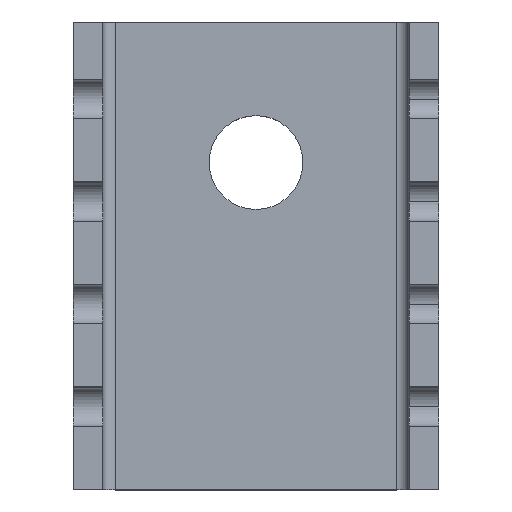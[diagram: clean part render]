
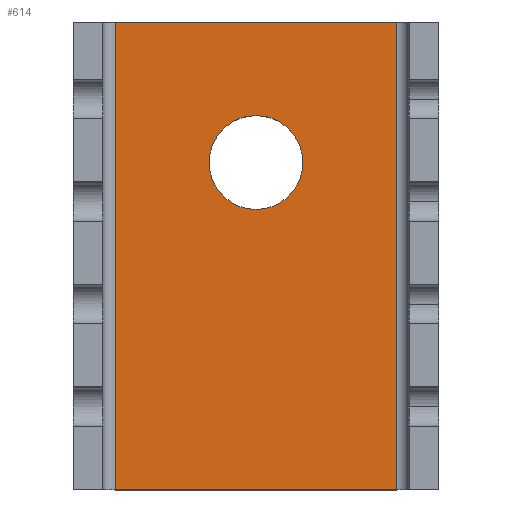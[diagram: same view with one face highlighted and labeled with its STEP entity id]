
A CAD part, top view. The second image highlights one B-rep face of the part: STEP entity #614.
In plain terms, the highlighted planar face has unit normal (0, 0, 1).
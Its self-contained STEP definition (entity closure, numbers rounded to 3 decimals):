
#40 = ORIENTED_EDGE ( 'NONE', *, *, #518, .F. ) ;
#48 = FACE_BOUND ( 'NONE', #2138, .T. ) ;
#58 = CARTESIAN_POINT ( 'NONE',  ( -5.741, 9.525, 1.2 ) ) ;
#62 = EDGE_CURVE ( 'NONE', #536, #1373, #1683, .T. ) ;
#143 = CARTESIAN_POINT ( 'NONE',  ( -19.305, -9.525, 1.2 ) ) ;
#169 = CARTESIAN_POINT ( 'NONE',  ( 0., 3.82, 1.2 ) ) ;
#182 = LINE ( 'NONE', #143, #1310 ) ;
#260 = PLANE ( 'NONE',  #637 ) ;
#426 = ORIENTED_EDGE ( 'NONE', *, *, #1975, .F. ) ;
#431 = EDGE_CURVE ( 'NONE', #2219, #1048, #1562, .T. ) ;
#461 = LINE ( 'NONE', #58, #2320 ) ;
#474 = DIRECTION ( 'NONE',  ( 0., 0., -1. ) ) ;
#494 = DIRECTION ( 'NONE',  ( -1., 0., 0. ) ) ;
#518 = EDGE_CURVE ( 'NONE', #536, #1916, #1057, .T. ) ;
#536 = VERTEX_POINT ( 'NONE', #1206 ) ;
#561 = CIRCLE ( 'NONE', #1993, 1.91 ) ;
#599 = DIRECTION ( 'NONE',  ( -1., 0., 0. ) ) ;
#614 = ADVANCED_FACE ( 'NONE', ( #48, #2015 ), #260, .F. ) ;
#616 = EDGE_LOOP ( 'NONE', ( #902, #426, #638, #40 ) ) ;
#637 = AXIS2_PLACEMENT_3D ( 'NONE', #724, #2260, #1262 ) ;
#638 = ORIENTED_EDGE ( 'NONE', *, *, #2369, .T. ) ;
#655 = CARTESIAN_POINT ( 'NONE',  ( 0., 3.82, 1.2 ) ) ;
#712 = CARTESIAN_POINT ( 'NONE',  ( -19.305, 9.525, 1.2 ) ) ;
#724 = CARTESIAN_POINT ( 'NONE',  ( 19.305, 9.525, 1.2 ) ) ;
#842 = DIRECTION ( 'NONE',  ( 0., 1., 0. ) ) ;
#878 = CARTESIAN_POINT ( 'NONE',  ( -1.91, 3.82, 1.2 ) ) ;
#902 = ORIENTED_EDGE ( 'NONE', *, *, #62, .T. ) ;
#932 = VECTOR ( 'NONE', #494, 1000. ) ;
#956 = DIRECTION ( 'NONE',  ( 0., 0., -1. ) ) ;
#999 = CARTESIAN_POINT ( 'NONE',  ( -5.741, 9.525, 1.2 ) ) ;
#1048 = VERTEX_POINT ( 'NONE', #878 ) ;
#1057 = LINE ( 'NONE', #1427, #2246 ) ;
#1170 = CARTESIAN_POINT ( 'NONE',  ( 1.91, 3.82, 1.2 ) ) ;
#1206 = CARTESIAN_POINT ( 'NONE',  ( 5.741, 9.525, 1.2 ) ) ;
#1235 = AXIS2_PLACEMENT_3D ( 'NONE', #169, #956, #599 ) ;
#1262 = DIRECTION ( 'NONE',  ( -1., 0., 0. ) ) ;
#1310 = VECTOR ( 'NONE', #1545, 1000. ) ;
#1373 = VERTEX_POINT ( 'NONE', #999 ) ;
#1427 = CARTESIAN_POINT ( 'NONE',  ( 5.741, 9.525, 1.2 ) ) ;
#1545 = DIRECTION ( 'NONE',  ( 1., 0., 0. ) ) ;
#1562 = CIRCLE ( 'NONE', #1235, 1.91 ) ;
#1683 = LINE ( 'NONE', #712, #932 ) ;
#1793 = ORIENTED_EDGE ( 'NONE', *, *, #1962, .T. ) ;
#1916 = VERTEX_POINT ( 'NONE', #2097 ) ;
#1951 = ORIENTED_EDGE ( 'NONE', *, *, #431, .T. ) ;
#1962 = EDGE_CURVE ( 'NONE', #1048, #2219, #561, .T. ) ;
#1966 = VERTEX_POINT ( 'NONE', #2237 ) ;
#1975 = EDGE_CURVE ( 'NONE', #1966, #1373, #461, .T. ) ;
#1993 = AXIS2_PLACEMENT_3D ( 'NONE', #655, #474, #2225 ) ;
#2015 = FACE_OUTER_BOUND ( 'NONE', #616, .T. ) ;
#2097 = CARTESIAN_POINT ( 'NONE',  ( 5.741, -9.525, 1.2 ) ) ;
#2138 = EDGE_LOOP ( 'NONE', ( #1793, #1951 ) ) ;
#2197 = DIRECTION ( 'NONE',  ( 0., -1., 0. ) ) ;
#2219 = VERTEX_POINT ( 'NONE', #1170 ) ;
#2225 = DIRECTION ( 'NONE',  ( -1., 0., 0. ) ) ;
#2237 = CARTESIAN_POINT ( 'NONE',  ( -5.741, -9.525, 1.2 ) ) ;
#2246 = VECTOR ( 'NONE', #2197, 1000. ) ;
#2260 = DIRECTION ( 'NONE',  ( 0., 0., -1. ) ) ;
#2320 = VECTOR ( 'NONE', #842, 1000. ) ;
#2369 = EDGE_CURVE ( 'NONE', #1966, #1916, #182, .T. ) ;
